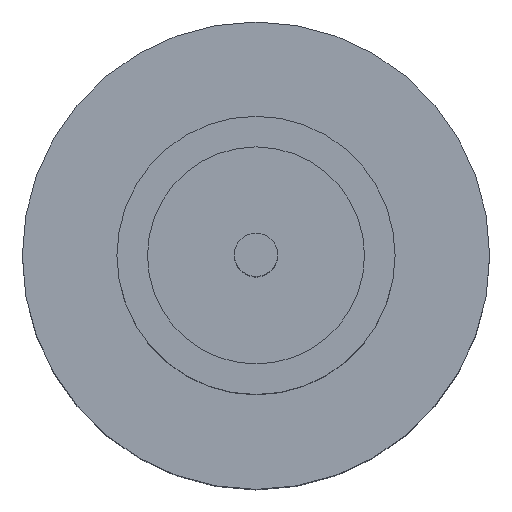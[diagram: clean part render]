
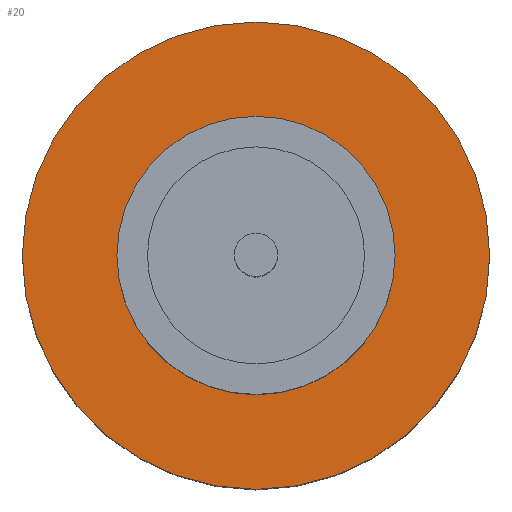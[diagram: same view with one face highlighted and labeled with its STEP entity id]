
A CAD part, top view. The second image highlights one B-rep face of the part: STEP entity #20.
In plain terms, the highlighted planar face has unit normal (0, 0, 1).
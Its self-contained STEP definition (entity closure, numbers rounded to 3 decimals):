
#20 = ADVANCED_FACE ( 'NONE', ( #719, #189 ), #815, .T. ) ;
#37 = CARTESIAN_POINT ( 'NONE',  ( 0., 0., 1.55 ) ) ;
#66 = EDGE_CURVE ( 'NONE', #283, #187, #647, .T. ) ;
#72 = CARTESIAN_POINT ( 'NONE',  ( -2.1, 0., 1.55 ) ) ;
#74 = EDGE_LOOP ( 'NONE', ( #198, #538 ) ) ;
#88 = EDGE_CURVE ( 'NONE', #756, #323, #341, .T. ) ;
#100 = CARTESIAN_POINT ( 'NONE',  ( 0., 0., 1.55 ) ) ;
#113 = AXIS2_PLACEMENT_3D ( 'NONE', #293, #694, #827 ) ;
#130 = CARTESIAN_POINT ( 'NONE',  ( 2.1, 0., 1.55 ) ) ;
#167 = DIRECTION ( 'NONE',  ( 1., 0., 0. ) ) ;
#175 = DIRECTION ( 'NONE',  ( 0., 0., 1. ) ) ;
#182 = EDGE_CURVE ( 'NONE', #323, #756, #567, .T. ) ;
#187 = VERTEX_POINT ( 'NONE', #130 ) ;
#189 = FACE_OUTER_BOUND ( 'NONE', #74, .T. ) ;
#198 = ORIENTED_EDGE ( 'NONE', *, *, #66, .T. ) ;
#250 = CARTESIAN_POINT ( 'NONE',  ( 0., 0., 1.55 ) ) ;
#283 = VERTEX_POINT ( 'NONE', #72 ) ;
#293 = CARTESIAN_POINT ( 'NONE',  ( 0., 0., 1.55 ) ) ;
#308 = DIRECTION ( 'NONE',  ( 1., 0., 0. ) ) ;
#317 = CARTESIAN_POINT ( 'NONE',  ( 1.25, 0., 1.55 ) ) ;
#323 = VERTEX_POINT ( 'NONE', #462 ) ;
#341 = CIRCLE ( 'NONE', #113, 1.25 ) ;
#392 = ORIENTED_EDGE ( 'NONE', *, *, #88, .F. ) ;
#462 = CARTESIAN_POINT ( 'NONE',  ( -1.25, 0., 1.55 ) ) ;
#475 = AXIS2_PLACEMENT_3D ( 'NONE', #790, #720, #857 ) ;
#528 = AXIS2_PLACEMENT_3D ( 'NONE', #100, #175, #167 ) ;
#538 = ORIENTED_EDGE ( 'NONE', *, *, #614, .T. ) ;
#567 = CIRCLE ( 'NONE', #475, 1.25 ) ;
#574 = AXIS2_PLACEMENT_3D ( 'NONE', #37, #757, #824 ) ;
#614 = EDGE_CURVE ( 'NONE', #187, #283, #837, .T. ) ;
#633 = ORIENTED_EDGE ( 'NONE', *, *, #182, .F. ) ;
#640 = EDGE_LOOP ( 'NONE', ( #392, #633 ) ) ;
#647 = CIRCLE ( 'NONE', #528, 2.1 ) ;
#694 = DIRECTION ( 'NONE',  ( 0., 0., 1. ) ) ;
#701 = DIRECTION ( 'NONE',  ( 0., 0., 1. ) ) ;
#719 = FACE_BOUND ( 'NONE', #640, .T. ) ;
#720 = DIRECTION ( 'NONE',  ( 0., 0., 1. ) ) ;
#756 = VERTEX_POINT ( 'NONE', #317 ) ;
#757 = DIRECTION ( 'NONE',  ( 0., 0., 1. ) ) ;
#780 = AXIS2_PLACEMENT_3D ( 'NONE', #250, #701, #308 ) ;
#790 = CARTESIAN_POINT ( 'NONE',  ( 0., 0., 1.55 ) ) ;
#815 = PLANE ( 'NONE',  #574 ) ;
#824 = DIRECTION ( 'NONE',  ( 1., 0., 0. ) ) ;
#827 = DIRECTION ( 'NONE',  ( 1., 0., 0. ) ) ;
#837 = CIRCLE ( 'NONE', #780, 2.1 ) ;
#857 = DIRECTION ( 'NONE',  ( 1., 0., 0. ) ) ;
